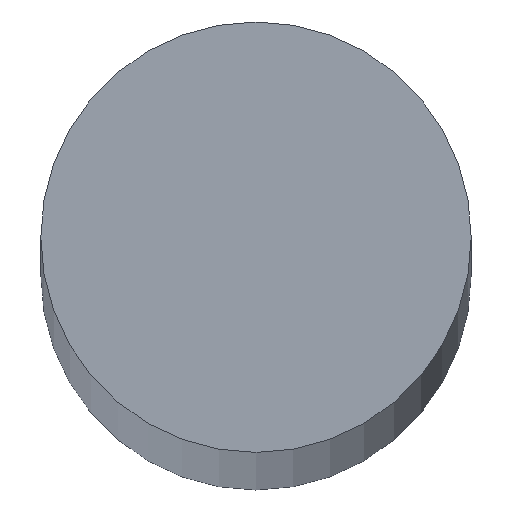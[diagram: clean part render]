
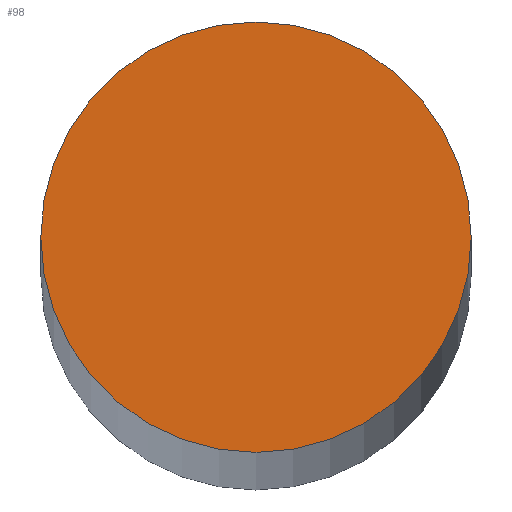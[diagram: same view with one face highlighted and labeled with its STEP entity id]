
A CAD part, top view. The second image highlights one B-rep face of the part: STEP entity #98.
In plain terms, the highlighted planar face has unit normal (0, 0, 1).
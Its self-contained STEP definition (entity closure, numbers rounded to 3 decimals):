
#13 = AXIS2_PLACEMENT_3D ( 'NONE', #121, #176, #74 ) ;
#27 = AXIS2_PLACEMENT_3D ( 'NONE', #195, #51, #141 ) ;
#49 = ORIENTED_EDGE ( 'NONE', *, *, #75, .T. ) ;
#51 = DIRECTION ( 'NONE',  ( 0., 0., 1. ) ) ;
#67 = PLANE ( 'NONE',  #13 ) ;
#68 = FACE_OUTER_BOUND ( 'NONE', #182, .T. ) ;
#74 = DIRECTION ( 'NONE',  ( 1., 0., 0. ) ) ;
#75 = EDGE_CURVE ( 'NONE', #180, #148, #84, .T. ) ;
#84 = CIRCLE ( 'NONE', #27, 10. ) ;
#88 = EDGE_CURVE ( 'NONE', #148, #180, #142, .T. ) ;
#98 = ADVANCED_FACE ( 'NONE', ( #68 ), #67, .T. ) ;
#106 = CARTESIAN_POINT ( 'NONE',  ( 10., 0., 1000. ) ) ;
#112 = DIRECTION ( 'NONE',  ( 1., 0., 0. ) ) ;
#121 = CARTESIAN_POINT ( 'NONE',  ( 0., 0., 1000. ) ) ;
#124 = ORIENTED_EDGE ( 'NONE', *, *, #88, .T. ) ;
#129 = CARTESIAN_POINT ( 'NONE',  ( 0., 0., 1000. ) ) ;
#141 = DIRECTION ( 'NONE',  ( 1., 0., 0. ) ) ;
#142 = CIRCLE ( 'NONE', #200, 10. ) ;
#148 = VERTEX_POINT ( 'NONE', #160 ) ;
#160 = CARTESIAN_POINT ( 'NONE',  ( -10., 0., 1000. ) ) ;
#170 = DIRECTION ( 'NONE',  ( 0., 0., 1. ) ) ;
#176 = DIRECTION ( 'NONE',  ( 0., 0., 1. ) ) ;
#180 = VERTEX_POINT ( 'NONE', #106 ) ;
#182 = EDGE_LOOP ( 'NONE', ( #124, #49 ) ) ;
#195 = CARTESIAN_POINT ( 'NONE',  ( 0., 0., 1000. ) ) ;
#200 = AXIS2_PLACEMENT_3D ( 'NONE', #129, #170, #112 ) ;
